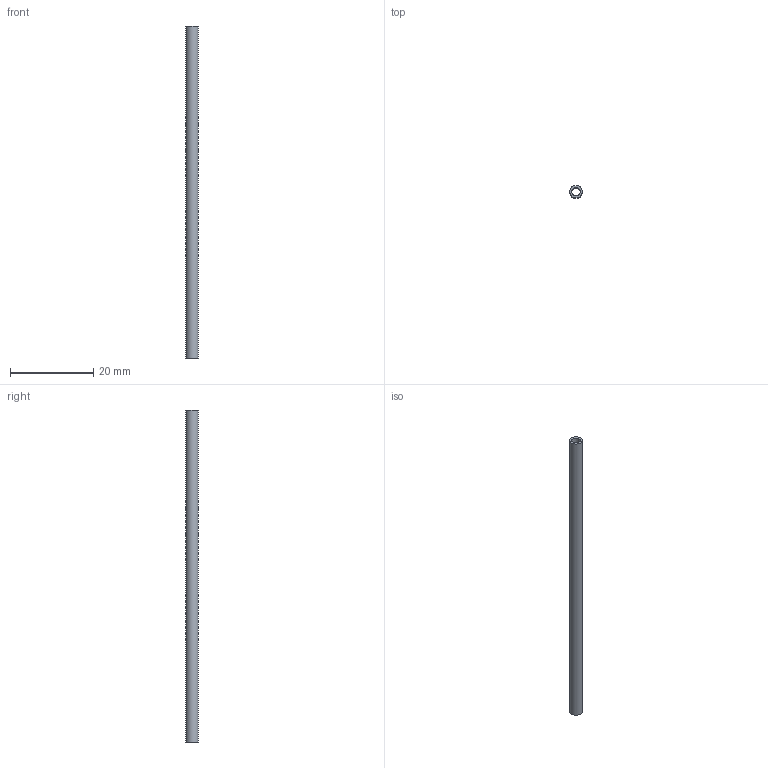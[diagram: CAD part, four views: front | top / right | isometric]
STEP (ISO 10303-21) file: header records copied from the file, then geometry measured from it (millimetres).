
FILE_DESCRIPTION(('FreeCAD Model'),'2;1');
FILE_NAME('STATICPRESSUREPORT.step', '2017-12-03T21:04:33',('Author'),(''), 'Open CASCADE STEP processor 6.8','FreeCAD','Unknown');
FILE_SCHEMA(('AUTOMOTIVE_DESIGN_CC2 { 1 2 10303 214 -1 1 5 4 }'));
Length unit declared in the file: millimetre
Products named in the file (3): ASSEMBLY; Sketch; Pad
Assembly tree (2 placements, depth 2):
  ASSEMBLY
    Sketch
    Pad
Bounding box: 3 x 3 x 80 mm (x, y, z)
Volume: 314.2 mm3; surface area: 1264.5 mm2
Topology: 1 solids, 1 shells, 4 faces, 8 edges, 6 vertices
Faces by surface type: cylinder 2, plane 2
Full cylindrical faces by diameter (mm): 2 x1, 3 x1
Entity records: 282 total; most frequent: CARTESIAN_POINT 59, DIRECTION 36, AXIS2_PLACEMENT_3D 13, ORIENTED_EDGE 12, PCURVE 12, DEFINITIONAL_REPRESENTATION 12, LINE 10, VECTOR 10
